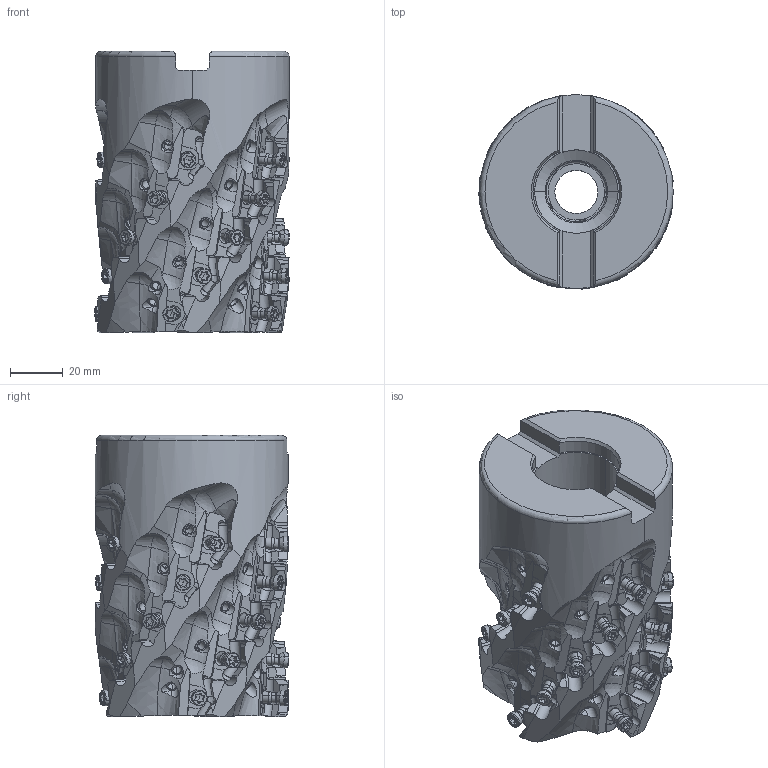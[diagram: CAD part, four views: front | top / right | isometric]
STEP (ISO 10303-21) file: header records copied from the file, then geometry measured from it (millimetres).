
FILE_DESCRIPTION((''),'2;1');
FILE_NAME('VFX6UR0305DA29_ASM','2021-08-26T15:25:39',('tlyw01'),('PTC Japan'),'CREO PARAMETRIC BY PTC INC, 2018500','CREO PARAMETRIC BY PTC INC, 2018500','');
FILE_SCHEMA(('AUTOMOTIVE_DESIGN { 1 0 10303 214 1 1 1 1 }'));
Products named in the file (27): VFX6UR0305DA29_1; VFX6UR0305DA29_2; VFX6UR0305DA29_3; VFX6UR0305DA29_4; VFX6UR0305DA29_5; VFX6UR0305DA29_6; VFX6UR0305DA29_7; VFX6UR0305DA29_8; VFX6UR0305DA29_9; VFX6UR0305DA29_10; VFX6UR0305DA29_11; VFX6UR0305DA29_12; VFX6UR0305DA29_13; VFX6UR0305DA29_14; VFX6UR0305DA29_15; VFX6UR0305DA29_16; VFX6UR0305DA29_17; VFX6UR0305DA29_18; VFX6UR0305DA29_19; VFX6UR0305DA29_20; VFX6UR0305DA29_21; VFX6UR0305DA29_22; VFX6UR0305DA29_23; VFX6UR0305DA29_24; VFX6UR0305DA29_25; VFX6UR0305DA29_26; VFX6UR0305DA29_ASM
Assembly tree (26 placements, depth 2):
  VFX6UR0305DA29_ASM
    VFX6UR0305DA29_1
    VFX6UR0305DA29_2
    VFX6UR0305DA29_3
    VFX6UR0305DA29_4
    VFX6UR0305DA29_5
    VFX6UR0305DA29_6
    VFX6UR0305DA29_7
    VFX6UR0305DA29_8
    VFX6UR0305DA29_9
    VFX6UR0305DA29_10
    VFX6UR0305DA29_11
    VFX6UR0305DA29_12
    VFX6UR0305DA29_13
    VFX6UR0305DA29_14
    VFX6UR0305DA29_15
    VFX6UR0305DA29_16
    VFX6UR0305DA29_17
    VFX6UR0305DA29_18
    VFX6UR0305DA29_19
    VFX6UR0305DA29_20
    VFX6UR0305DA29_21
    VFX6UR0305DA29_22
    VFX6UR0305DA29_23
    VFX6UR0305DA29_24
    VFX6UR0305DA29_25
    VFX6UR0305DA29_26
Bounding box: 73.9 x 73.71 x 106.95 mm (x, y, z)
Volume: 278944.2 mm3; surface area: 61003.7 mm2
Topology: 26 solids, 26 shells, 2538 faces, 7278 edges, 4716 vertices
Faces by surface type: cylinder 1134, plane 631, cone 329, sphere 145, bspline 140, extrusion 90, torus 69
Entity records: 145122 total; most frequent: CARTESIAN_POINT 59770, ORIENTED_EDGE 14306, DIRECTION 11374, PRESENTATION_STYLE_ASSIGNMENT 7207, STYLED_ITEM 7207, CURVE_STYLE 7181, EDGE_CURVE 7153, VERTEX_POINT 4716
